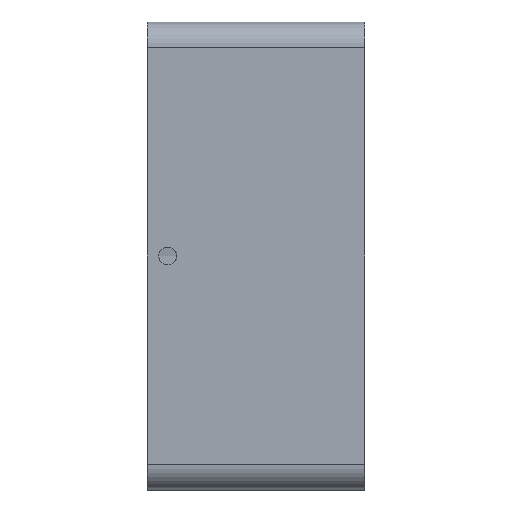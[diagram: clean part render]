
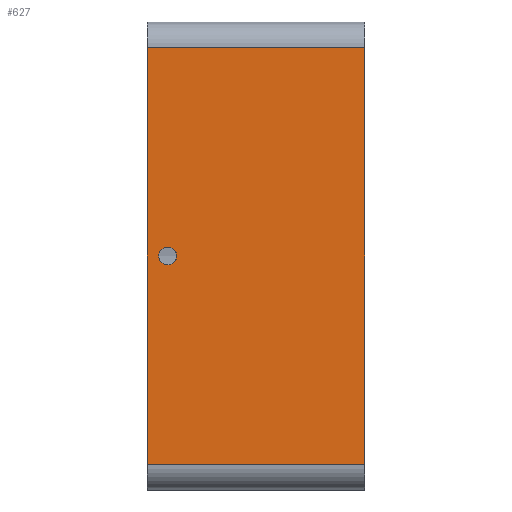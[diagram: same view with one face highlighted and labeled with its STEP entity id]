
A CAD part, front view. The second image highlights one B-rep face of the part: STEP entity #627.
In plain terms, the highlighted planar face has unit normal (0, -1, 0).
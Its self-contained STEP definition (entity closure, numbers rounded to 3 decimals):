
#37=FACE_BOUND('',#134,.T.);
#59=PLANE('',#708);
#91=FACE_OUTER_BOUND('',#133,.T.);
#133=EDGE_LOOP('',(#578,#579,#580,#581));
#134=EDGE_LOOP('',(#582));
#156=CIRCLE('',#682,1.75);
#194=LINE('',#998,#247);
#218=LINE('',#1072,#271);
#219=LINE('',#1076,#272);
#220=LINE('',#1077,#273);
#247=VECTOR('',#804,10.);
#271=VECTOR('',#890,10.);
#272=VECTOR('',#895,10.);
#273=VECTOR('',#896,10.);
#308=VERTEX_POINT('',#995);
#309=VERTEX_POINT('',#997);
#313=VERTEX_POINT('',#1011);
#328=VERTEX_POINT('',#1071);
#329=VERTEX_POINT('',#1075);
#376=EDGE_CURVE('',#308,#309,#194,.T.);
#383=EDGE_CURVE('',#313,#313,#156,.T.);
#413=EDGE_CURVE('',#308,#328,#218,.T.);
#415=EDGE_CURVE('',#309,#329,#219,.T.);
#416=EDGE_CURVE('',#329,#328,#220,.T.);
#578=ORIENTED_EDGE('',*,*,#415,.F.);
#579=ORIENTED_EDGE('',*,*,#376,.F.);
#580=ORIENTED_EDGE('',*,*,#413,.T.);
#581=ORIENTED_EDGE('',*,*,#416,.F.);
#582=ORIENTED_EDGE('',*,*,#383,.T.);
#627=ADVANCED_FACE('',(#91,#37),#59,.T.);
#682=AXIS2_PLACEMENT_3D('',#1012,#820,#821);
#708=AXIS2_PLACEMENT_3D('',#1074,#893,#894);
#804=DIRECTION('',(0.,0.,1.));
#820=DIRECTION('center_axis',(0.,1.,0.));
#821=DIRECTION('ref_axis',(1.,0.,0.));
#890=DIRECTION('',(1.,0.,0.));
#893=DIRECTION('center_axis',(0.,-1.,0.));
#894=DIRECTION('ref_axis',(0.,0.,
-1.));
#895=DIRECTION('',(1.,0.,0.));
#896=DIRECTION('',(0.,0.,-1.));
#995=CARTESIAN_POINT('',(7.,-103.1,-41.));
#997=CARTESIAN_POINT('',(7.,-103.1,41.));
#998=CARTESIAN_POINT('',(7.,-103.1,-41.));
#1011=CARTESIAN_POINT('',(9.25,-103.1,0.));
#1012=CARTESIAN_POINT('Origin',(11.,-103.1,0.));
#1071=CARTESIAN_POINT('',(49.8,-103.1,-41.));
#1072=CARTESIAN_POINT('',(7.,-103.1,-41.));
#1074=CARTESIAN_POINT('Origin',(7.,-103.1,41.));
#1075=CARTESIAN_POINT('',(49.8,-103.1,41.));
#1076=CARTESIAN_POINT('',(7.,-103.1,41.));
#1077=CARTESIAN_POINT('',(49.8,-103.1,-41.));
